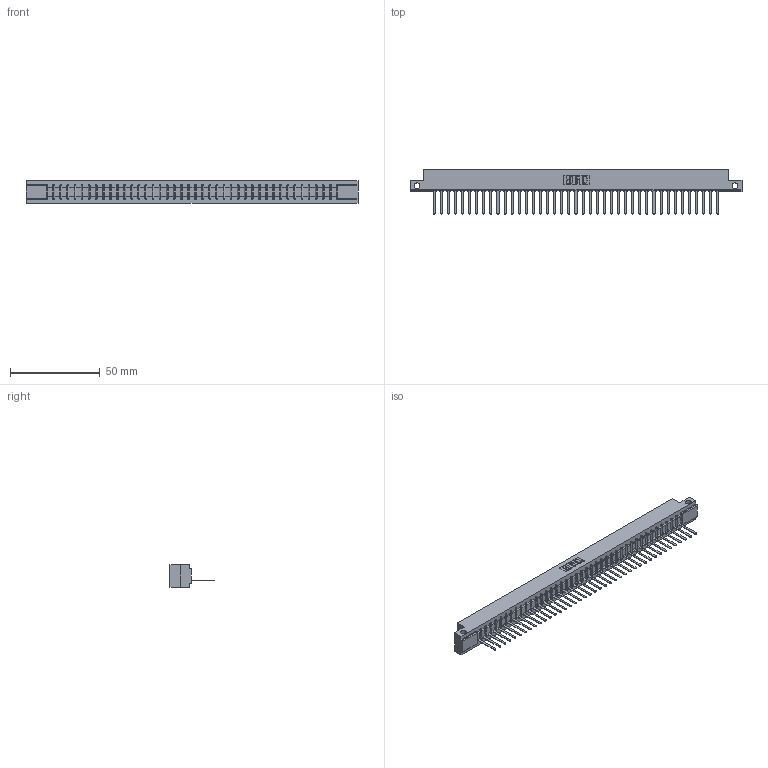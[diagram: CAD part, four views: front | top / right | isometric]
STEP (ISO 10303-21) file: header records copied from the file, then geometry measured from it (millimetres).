
FILE_DESCRIPTION (( 'STEP AP203' ), '1' );
FILE_NAME ('357-041-441-112.STEP', '2020-10-03T08:36:23', ( '' ), ( '' ), 'SwSTEP 2.0', 'SolidWorks 2020', '' );
FILE_SCHEMA (( 'CONFIG_CONTROL_DESIGN' ));
Length unit declared in the file: inch
Products named in the file (3): 307 Part_.128 Dia Side Mounting Holes; 357-041-441-112; 307-290-002_541
Assembly tree (42 placements, depth 2):
  357-041-441-112
    307 Part_.128 Dia Side Mounting Holes
    307-290-002_541  x41
Bounding box: 185.47 x 24.59 x 12.7 mm (x, y, z)
Volume: 19813.9 mm3; surface area: 25624.8 mm2
Topology: 42 solids, 42 shells, 3194 faces, 9835 edges, 6442 vertices
Faces by surface type: plane 1915, cylinder 1195, sphere 84
Entity records: 35992 total; most frequent: CARTESIAN_POINT 6072, ORIENTED_EDGE 6062, DIRECTION 5899, EDGE_CURVE 3031, VECTOR 2321, LINE 2321, VERTEX_POINT 1962, AXIS2_PLACEMENT_3D 1789
